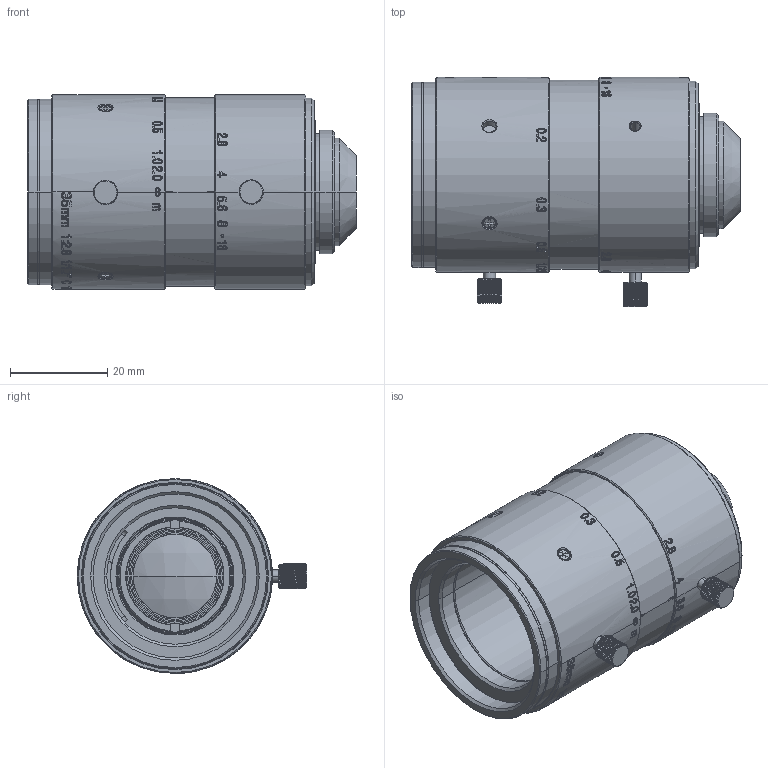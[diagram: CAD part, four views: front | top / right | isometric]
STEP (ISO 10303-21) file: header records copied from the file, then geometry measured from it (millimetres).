
FILE_DESCRIPTION (( 'STEP AP203' ), '1' );
FILE_NAME ('600128.step', '2025-04-14T08:37:54', ( 'MSI' ), ( '' ), 'SwSTEP 2.0', 'SolidWorks 2020', '' );
FILE_SCHEMA (( 'CONFIG_CONTROL_DESIGN' ));
Length unit declared in the file: millimetre
Products named in the file (9): DZO_LA3528A_1712_ASM_2.stp; DZO_LA3528A_1712_ASM_ASM.stp; V330121B-606.stp; 600128.stp; 600128; DZO_LA3528A_1712_ASM_4.stp; M1_4X3_.stp; DZO_LA3528A_1712_ASM_1.stp; DZO_LA3528A_1712_ASM_5.stp
Assembly tree (10 placements, depth 4):
  600128
    600128.stp
      DZO_LA3528A_1712_ASM_ASM.stp
        DZO_LA3528A_1712_ASM_1.stp
        DZO_LA3528A_1712_ASM_2.stp
        DZO_LA3528A_1712_ASM_4.stp
        DZO_LA3528A_1712_ASM_5.stp
      V330121B-606.stp
      M1_4X3_.stp  x3
Bounding box: 67.5 x 47 x 40 mm (x, y, z)
Volume: 31792.1 mm3; surface area: 31131.9 mm2
Topology: 8 solids, 22 shells, 2292 faces, 5951 edges, 3860 vertices
Faces by surface type: bspline 828, plane 690, cylinder 524, cone 200, torus 42, sphere 8
Entity records: 113936 total; most frequent: CARTESIAN_POINT 64007, ORIENTED_EDGE 11634, DIRECTION 7625, EDGE_CURVE 5817, VERTEX_POINT 3780, AXIS2_PLACEMENT_3D 2750, EDGE_LOOP 2439, B_SPLINE_CURVE_WITH_KNOTS 2367
